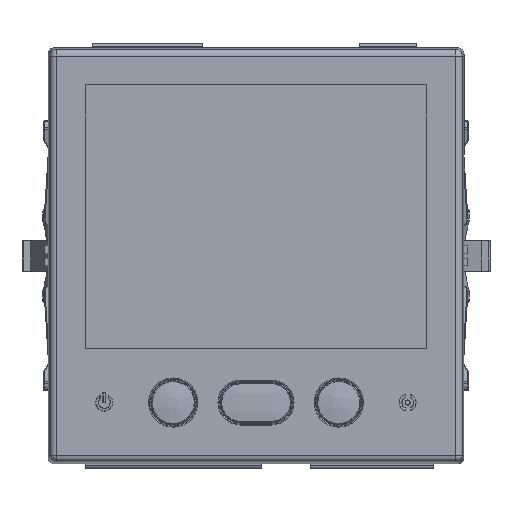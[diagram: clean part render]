
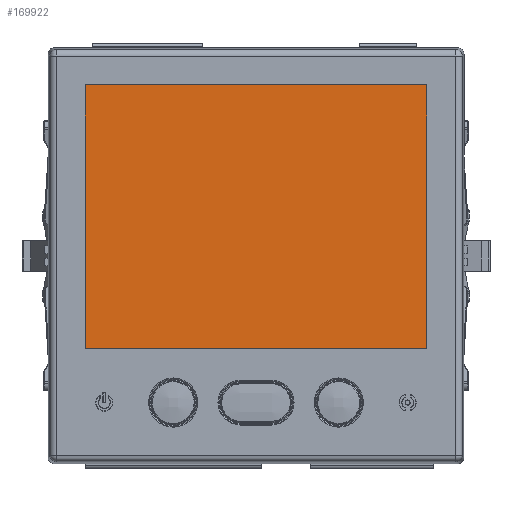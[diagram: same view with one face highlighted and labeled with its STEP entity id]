
A CAD part, top view. The second image highlights one B-rep face of the part: STEP entity #169922.
In plain terms, the highlighted face is planar.
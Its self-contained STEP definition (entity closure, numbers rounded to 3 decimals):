
#1259 = VERTEX_POINT ( 'NONE', #2776 ) ;
#1267 = VERTEX_POINT ( 'NONE', #2639 ) ;
#1296 = VERTEX_POINT ( 'NONE', #2666 ) ;
#1328 = VERTEX_POINT ( 'NONE', #2875 ) ;
#2639 = CARTESIAN_POINT ( 'NONE',  ( -39.4, 39.4, -2. ) ) ;
#2666 = CARTESIAN_POINT ( 'NONE',  ( 39.4, -21.4, -2. ) ) ;
#2776 = CARTESIAN_POINT ( 'NONE',  ( 39.4, 39.4, -2. ) ) ;
#2875 = CARTESIAN_POINT ( 'NONE',  ( -39.4, -21.4, -2. ) ) ;
#83292 = AXIS2_PLACEMENT_3D ( 'NONE', #98716, #98702, #98665 ) ;
#97254 = FACE_OUTER_BOUND ( 'NONE', #119292, .T. ) ;
#98665 = DIRECTION ( 'NONE',  ( 1., 0., 0. ) ) ;
#98702 = DIRECTION ( 'NONE',  ( 0., 0., 1. ) ) ;
#98715 = PLANE ( 'NONE',  #83292 ) ;
#98716 = CARTESIAN_POINT ( 'NONE',  ( 48., -48., -2. ) ) ;
#119292 = EDGE_LOOP ( 'NONE', ( #207114, #207108, #207191, #207071 ) ) ;
#169922 = ADVANCED_FACE ( 'NONE', ( #97254 ), #98715, .F. ) ;
#181171 = DIRECTION ( 'NONE',  ( 1., 0., 0. ) ) ;
#181210 = CARTESIAN_POINT ( 'NONE',  ( 39.4, 39.4, -2. ) ) ;
#181220 = DIRECTION ( 'NONE',  ( 0., -1., 0. ) ) ;
#181231 = CARTESIAN_POINT ( 'NONE',  ( -39.4, 39.4, -2. ) ) ;
#181238 = CARTESIAN_POINT ( 'NONE',  ( -39.4, -21.4, -2. ) ) ;
#181240 = DIRECTION ( 'NONE',  ( 0., 1., 0. ) ) ;
#181557 = CARTESIAN_POINT ( 'NONE',  ( 39.4, -21.4, -2. ) ) ;
#181571 = DIRECTION ( 'NONE',  ( -1., 0., 0. ) ) ;
#184021 = LINE ( 'NONE', #181231, #184027 ) ;
#184027 = VECTOR ( 'NONE', #181171, 1000. ) ;
#184029 = LINE ( 'NONE', #181238, #184030 ) ;
#184030 = VECTOR ( 'NONE', #181240, 1000. ) ;
#184157 = LINE ( 'NONE', #181210, #184205 ) ;
#184205 = VECTOR ( 'NONE', #181220, 1000. ) ;
#184328 = LINE ( 'NONE', #181557, #184341 ) ;
#184341 = VECTOR ( 'NONE', #181571, 1000. ) ;
#196065 = EDGE_CURVE ( 'NONE', #1267, #1259, #184021, .T. ) ;
#196068 = EDGE_CURVE ( 'NONE', #1328, #1267, #184029, .T. ) ;
#196084 = EDGE_CURVE ( 'NONE', #1259, #1296, #184157, .T. ) ;
#196212 = EDGE_CURVE ( 'NONE', #1296, #1328, #184328, .T. ) ;
#207071 = ORIENTED_EDGE ( 'NONE', *, *, #196084, .T. ) ;
#207108 = ORIENTED_EDGE ( 'NONE', *, *, #196068, .T. ) ;
#207114 = ORIENTED_EDGE ( 'NONE', *, *, #196212, .T. ) ;
#207191 = ORIENTED_EDGE ( 'NONE', *, *, #196065, .T. ) ;
